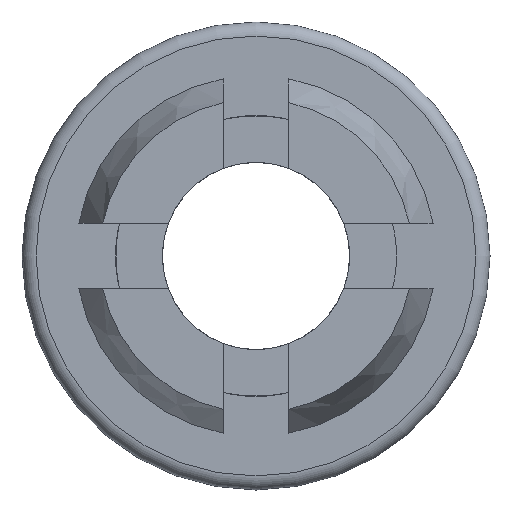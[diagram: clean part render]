
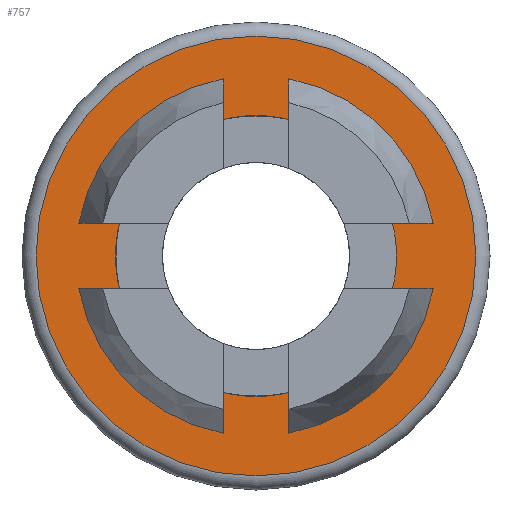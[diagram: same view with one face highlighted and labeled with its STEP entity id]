
A CAD part, front view. The second image highlights one B-rep face of the part: STEP entity #757.
In plain terms, the highlighted planar face has unit normal (0, -1, 0).
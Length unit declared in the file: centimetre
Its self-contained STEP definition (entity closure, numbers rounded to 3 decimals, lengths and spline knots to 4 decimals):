
#128=CIRCLE('',#796,0.47);
#131=CIRCLE('',#801,0.3);
#215=VERTEX_POINT('',#1125);
#218=VERTEX_POINT('',#1133);
#414=EDGE_CURVE('',#215,#215,#128,.T.);
#417=EDGE_CURVE('',#218,#218,#131,.T.);
#601=ORIENTED_EDGE('',*,*,#417,.T.);
#602=ORIENTED_EDGE('',*,*,#414,.F.);
#664=EDGE_LOOP('',(#601));
#665=EDGE_LOOP('',(#602));
#712=FACE_BOUND('',#664,.T.);
#713=FACE_BOUND('',#665,.T.);
#757=ADVANCED_FACE('',(#712,#713),#1156,.T.);
#796=AXIS2_PLACEMENT_3D('',#1124,#909,#910);
#800=AXIS2_PLACEMENT_3D('',#1131,#917,$);
#801=AXIS2_PLACEMENT_3D('',#1132,#918,#919);
#909=DIRECTION('',(0.,1.,0.));
#910=DIRECTION('',(-0.47,0.,0.));
#917=DIRECTION('',(0.,-1.,0.));
#918=DIRECTION('',(0.,1.,0.));
#919=DIRECTION('',(0.3,0.,0.));
#1124=CARTESIAN_POINT('',(0.,-0.155,0.));
#1125=CARTESIAN_POINT('',(0.47,-0.155,0.));
#1131=CARTESIAN_POINT('',(0.4,-0.155,0.));
#1132=CARTESIAN_POINT('',(0.,-0.155,0.));
#1133=CARTESIAN_POINT('',(0.3,-0.155,0.));
#1156=PLANE('',#800);
